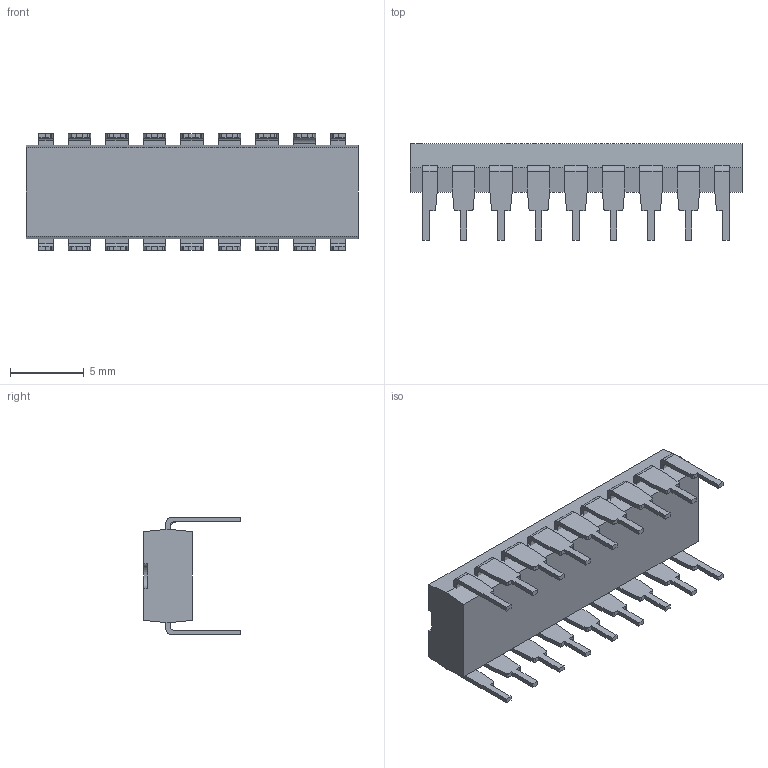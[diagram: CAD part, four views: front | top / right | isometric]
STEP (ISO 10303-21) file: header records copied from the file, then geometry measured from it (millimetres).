
FILE_DESCRIPTION(/* description */ (''),/* implementation_level */ '2;1');
FILE_NAME(/* name */ 'IC DIP 18-pin.step',/* time_stamp */ '2019-03-12T08:41:06+11:00',/* author */ ('austfox'),/* organization */ (''),/* preprocessor_version */ 'ST-DEVELOPER v17.2',/* originating_system */ 'Autodesk Translation Framework v7.6.0.251',/* authorisation */ '');
FILE_SCHEMA (('AUTOMOTIVE_DESIGN { 1 0 10303 214 3 1 1 }'));
Length unit declared in the file: millimetre
Products named in the file (1): IC DIP 18-pin
Bounding box: 22.5 x 6.55 x 7.92 mm (x, y, z)
Volume: 497.8 mm3; surface area: 807.1 mm2
Topology: 19 solids, 19 shells, 318 faces, 840 edges, 560 vertices
Faces by surface type: plane 249, cylinder 69
Entity records: 9784 total; most frequent: CARTESIAN_POINT 1719, ORIENTED_EDGE 1680, DIRECTION 1616, EDGE_CURVE 840, LINE 702, VECTOR 702, VERTEX_POINT 560, AXIS2_PLACEMENT_3D 457
